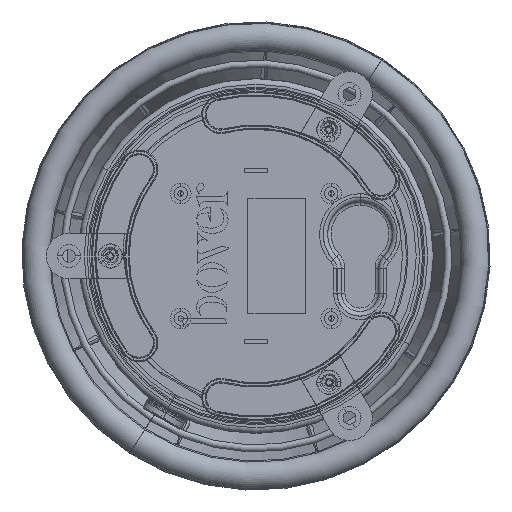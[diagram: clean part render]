
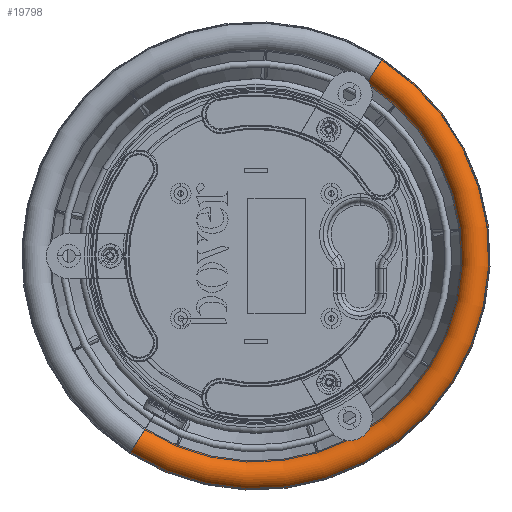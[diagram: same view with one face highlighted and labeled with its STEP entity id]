
A CAD part, front view. The second image highlights one B-rep face of the part: STEP entity #19798.
In plain terms, the highlighted toroidal (fillet/blend) face has major radius 94.96 mm and minor radius 6.317 mm.
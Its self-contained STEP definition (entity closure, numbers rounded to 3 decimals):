
#77 = DIRECTION ( 'NONE',  ( 0., 0., -1. ) ) ;
#528 = EDGE_CURVE ( 'NONE', #29349, #33709, #15888, .T. ) ;
#1238 = AXIS2_PLACEMENT_3D ( 'NONE', #21280, #23524, #20927 ) ;
#1753 = CARTESIAN_POINT ( 'NONE',  ( 0., -10.1, 94.96 ) ) ;
#2682 = DIRECTION ( 'NONE',  ( 0., -1., 0. ) ) ;
#2768 = CIRCLE ( 'NONE', #18637, 6.317 ) ;
#4140 = ORIENTED_EDGE ( 'NONE', *, *, #10864, .T. ) ;
#4144 = AXIS2_PLACEMENT_3D ( 'NONE', #1753, #24584, #17187 ) ;
#6503 = VERTEX_POINT ( 'NONE', #28707 ) ;
#6672 = DIRECTION ( 'NONE',  ( -1., 0., 0. ) ) ;
#7198 = CARTESIAN_POINT ( 'NONE',  ( 0., -10.1, 0. ) ) ;
#7345 = DIRECTION ( 'NONE',  ( 0., -1., 0. ) ) ;
#8887 = ORIENTED_EDGE ( 'NONE', *, *, #528, .F. ) ;
#9217 = ORIENTED_EDGE ( 'NONE', *, *, #17437, .T. ) ;
#10755 = CARTESIAN_POINT ( 'NONE',  ( 0., -10.575, 101.259 ) ) ;
#10864 = EDGE_CURVE ( 'NONE', #6503, #33709, #2768, .T. ) ;
#15077 = AXIS2_PLACEMENT_3D ( 'NONE', #7198, #7345, #28287 ) ;
#15888 = CIRCLE ( 'NONE', #16419, 88.644 ) ;
#16419 = AXIS2_PLACEMENT_3D ( 'NONE', #23429, #2682, #77 ) ;
#17187 = DIRECTION ( 'NONE',  ( 0., 0., -1. ) ) ;
#17437 = EDGE_CURVE ( 'NONE', #22066, #6503, #31357, .T. ) ;
#18637 = AXIS2_PLACEMENT_3D ( 'NONE', #32739, #6672, #29660 ) ;
#19798 = ADVANCED_FACE ( 'NONE', ( #22781 ), #25488, .T. ) ;
#20927 = DIRECTION ( 'NONE',  ( 0., 0., -1. ) ) ;
#21280 = CARTESIAN_POINT ( 'NONE',  ( 0., -10.575, 0. ) ) ;
#22066 = VERTEX_POINT ( 'NONE', #10755 ) ;
#22781 = FACE_OUTER_BOUND ( 'NONE', #30412, .T. ) ;
#23429 = CARTESIAN_POINT ( 'NONE',  ( 0., -10.1, 0. ) ) ;
#23524 = DIRECTION ( 'NONE',  ( 0., -1., 0. ) ) ;
#24393 = CIRCLE ( 'NONE', #4144, 6.317 ) ;
#24584 = DIRECTION ( 'NONE',  ( 1., 0., 0. ) ) ;
#25488 = TOROIDAL_SURFACE ( 'NONE', #15077, 94.96, 6.317 ) ;
#25580 = CARTESIAN_POINT ( 'NONE',  ( 0., -10.1, 88.644 ) ) ;
#27043 = EDGE_CURVE ( 'NONE', #22066, #29349, #24393, .T. ) ;
#28287 = DIRECTION ( 'NONE',  ( 0., 0., -1. ) ) ;
#28707 = CARTESIAN_POINT ( 'NONE',  ( 0., -10.575, -101.259 ) ) ;
#29349 = VERTEX_POINT ( 'NONE', #25580 ) ;
#29660 = DIRECTION ( 'NONE',  ( 0., 0., 1. ) ) ;
#29959 = ORIENTED_EDGE ( 'NONE', *, *, #27043, .F. ) ;
#30412 = EDGE_LOOP ( 'NONE', ( #8887, #29959, #9217, #4140 ) ) ;
#31095 = CARTESIAN_POINT ( 'NONE',  ( 0., -10.1, -88.644 ) ) ;
#31357 = CIRCLE ( 'NONE', #1238, 101.259 ) ;
#32739 = CARTESIAN_POINT ( 'NONE',  ( 0., -10.1, -94.96 ) ) ;
#33709 = VERTEX_POINT ( 'NONE', #31095 ) ;
